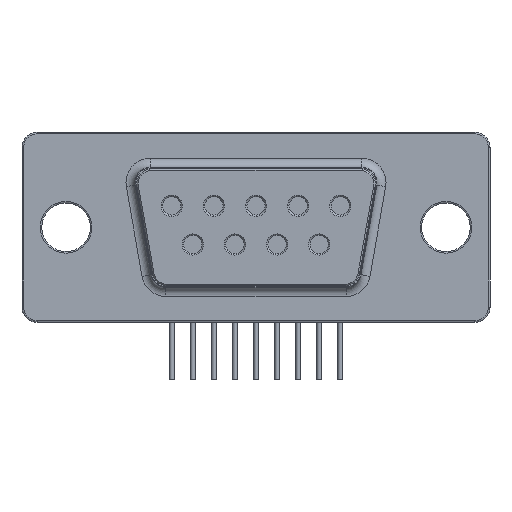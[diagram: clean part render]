
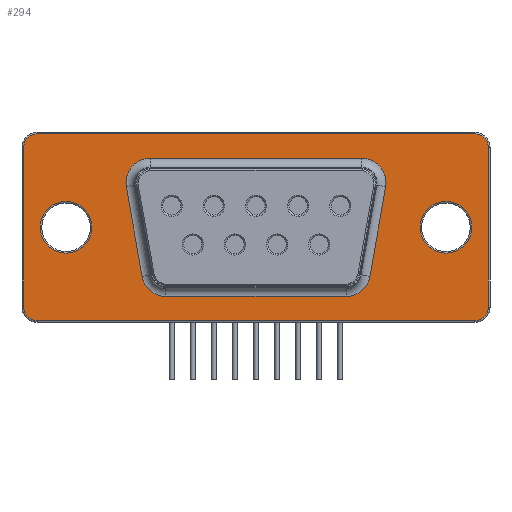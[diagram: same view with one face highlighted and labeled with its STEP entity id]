
A CAD part, front view. The second image highlights one B-rep face of the part: STEP entity #294.
In plain terms, the highlighted planar face has unit normal (0, -1, 0).
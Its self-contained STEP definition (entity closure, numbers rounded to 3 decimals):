
#95 = VERTEX_POINT('',#96);
#96 = CARTESIAN_POINT('',(-14.075,-12.24,8.924));
#105 = VERTEX_POINT('',#106);
#106 = CARTESIAN_POINT('',(-12.499,-12.24,10.8));
#113 = EDGE_CURVE('',#95,#105,#114,.T.);
#114 = CIRCLE('',#115,1.6);
#115 = AXIS2_PLACEMENT_3D('',#116,#117,#118);
#116 = CARTESIAN_POINT('',(-12.499,-12.24,9.2));
#117 = DIRECTION('',(0.,1.,0.));
#118 = DIRECTION('',(-0.985,0.,
-0.173));
#192 = EDGE_CURVE('',#105,#193,#195,.T.);
#193 = VERTEX_POINT('',#194);
#194 = CARTESIAN_POINT('',(1.419,-12.24,10.8));
#195 = LINE('',#196,#197);
#196 = CARTESIAN_POINT('',(-12.499,-12.24,10.8));
#197 = VECTOR('',#198,1.);
#198 = DIRECTION('',(1.,0.,0.));
#274 = VERTEX_POINT('',#275);
#275 = CARTESIAN_POINT('',(-13.041,-12.24,3.024));
#282 = EDGE_CURVE('',#274,#95,#283,.T.);
#283 = LINE('',#284,#285);
#284 = CARTESIAN_POINT('',(-13.041,-12.24,3.024));
#285 = VECTOR('',#286,1.);
#286 = DIRECTION('',(-0.173,0.,0.985)
);
#294 = ADVANCED_FACE('',(#295,#341,#411,#422),#433,.T.);
#295 = FACE_BOUND('',#296,.T.);
#296 = EDGE_LOOP('',(#297,#298,#299,#300,#309,#317,#326,#334));
#297 = ORIENTED_EDGE('',*,*,#282,.T.);
#298 = ORIENTED_EDGE('',*,*,#113,.T.);
#299 = ORIENTED_EDGE('',*,*,#192,.T.);
#300 = ORIENTED_EDGE('',*,*,#301,.T.);
#301 = EDGE_CURVE('',#193,#302,#304,.T.);
#302 = VERTEX_POINT('',#303);
#303 = CARTESIAN_POINT('',(2.995,-12.24,8.924));
#304 = CIRCLE('',#305,1.6);
#305 = AXIS2_PLACEMENT_3D('',#306,#307,#308);
#306 = CARTESIAN_POINT('',(1.419,-12.24,9.2));
#307 = DIRECTION('',(0.,1.,0.));
#308 = DIRECTION('',(0.,0.,1.));
#309 = ORIENTED_EDGE('',*,*,#310,.T.);
#310 = EDGE_CURVE('',#302,#311,#313,.T.);
#311 = VERTEX_POINT('',#312);
#312 = CARTESIAN_POINT('',(1.961,-12.24,3.024));
#313 = LINE('',#314,#315);
#314 = CARTESIAN_POINT('',(2.995,-12.24,8.924));
#315 = VECTOR('',#316,1.);
#316 = DIRECTION('',(-0.173,0.,
-0.985));
#317 = ORIENTED_EDGE('',*,*,#318,.T.);
#318 = EDGE_CURVE('',#311,#319,#321,.T.);
#319 = VERTEX_POINT('',#320);
#320 = CARTESIAN_POINT('',(0.385,-12.24,1.7));
#321 = CIRCLE('',#322,1.6);
#322 = AXIS2_PLACEMENT_3D('',#323,#324,#325);
#323 = CARTESIAN_POINT('',(0.385,-12.24,3.3));
#324 = DIRECTION('',(0.,1.,0.));
#325 = DIRECTION('',(0.985,0.,-0.173
));
#326 = ORIENTED_EDGE('',*,*,#327,.T.);
#327 = EDGE_CURVE('',#319,#328,#330,.T.);
#328 = VERTEX_POINT('',#329);
#329 = CARTESIAN_POINT('',(-11.465,-12.24,1.7));
#330 = LINE('',#331,#332);
#331 = CARTESIAN_POINT('',(0.385,-12.24,1.7));
#332 = VECTOR('',#333,1.);
#333 = DIRECTION('',(-1.,0.,0.));
#334 = ORIENTED_EDGE('',*,*,#335,.T.);
#335 = EDGE_CURVE('',#328,#274,#336,.T.);
#336 = CIRCLE('',#337,1.6);
#337 = AXIS2_PLACEMENT_3D('',#338,#339,#340);
#338 = CARTESIAN_POINT('',(-11.465,-12.24,3.3));
#339 = DIRECTION('',(0.,1.,0.));
#340 = DIRECTION('',(0.,0.,-1.));
#341 = FACE_BOUND('',#342,.T.);
#342 = EDGE_LOOP('',(#343,#354,#362,#371,#379,#388,#396,#405));
#343 = ORIENTED_EDGE('',*,*,#344,.T.);
#344 = EDGE_CURVE('',#345,#347,#349,.T.);
#345 = VERTEX_POINT('',#346);
#346 = CARTESIAN_POINT('',(-19.94,-12.24,12.4));
#347 = VERTEX_POINT('',#348);
#348 = CARTESIAN_POINT('',(-20.84,-12.24,11.5));
#349 = CIRCLE('',#350,0.9);
#350 = AXIS2_PLACEMENT_3D('',#351,#352,#353);
#351 = CARTESIAN_POINT('',(-19.94,-12.24,11.5));
#352 = DIRECTION('',(0.,-1.,0.));
#353 = DIRECTION('',(0.,0.,1.));
#354 = ORIENTED_EDGE('',*,*,#355,.T.);
#355 = EDGE_CURVE('',#347,#356,#358,.T.);
#356 = VERTEX_POINT('',#357);
#357 = CARTESIAN_POINT('',(-20.84,-12.24,1.));
#358 = LINE('',#359,#360);
#359 = CARTESIAN_POINT('',(-20.84,-12.24,11.5));
#360 = VECTOR('',#361,1.);
#361 = DIRECTION('',(0.,0.,-1.));
#362 = ORIENTED_EDGE('',*,*,#363,.T.);
#363 = EDGE_CURVE('',#356,#364,#366,.T.);
#364 = VERTEX_POINT('',#365);
#365 = CARTESIAN_POINT('',(-19.94,-12.24,0.1));
#366 = CIRCLE('',#367,0.9);
#367 = AXIS2_PLACEMENT_3D('',#368,#369,#370);
#368 = CARTESIAN_POINT('',(-19.94,-12.24,1.));
#369 = DIRECTION('',(0.,-1.,0.));
#370 = DIRECTION('',(-1.,0.,0.));
#371 = ORIENTED_EDGE('',*,*,#372,.T.);
#372 = EDGE_CURVE('',#364,#373,#375,.T.);
#373 = VERTEX_POINT('',#374);
#374 = CARTESIAN_POINT('',(8.86,-12.24,0.1));
#375 = LINE('',#376,#377);
#376 = CARTESIAN_POINT('',(-19.94,-12.24,0.1));
#377 = VECTOR('',#378,1.);
#378 = DIRECTION('',(1.,0.,0.));
#379 = ORIENTED_EDGE('',*,*,#380,.T.);
#380 = EDGE_CURVE('',#373,#381,#383,.T.);
#381 = VERTEX_POINT('',#382);
#382 = CARTESIAN_POINT('',(9.76,-12.24,1.));
#383 = CIRCLE('',#384,0.9);
#384 = AXIS2_PLACEMENT_3D('',#385,#386,#387);
#385 = CARTESIAN_POINT('',(8.86,-12.24,1.));
#386 = DIRECTION('',(0.,-1.,0.));
#387 = DIRECTION('',(0.,0.,-1.));
#388 = ORIENTED_EDGE('',*,*,#389,.T.);
#389 = EDGE_CURVE('',#381,#390,#392,.T.);
#390 = VERTEX_POINT('',#391);
#391 = CARTESIAN_POINT('',(9.76,-12.24,11.5));
#392 = LINE('',#393,#394);
#393 = CARTESIAN_POINT('',(9.76,-12.24,1.));
#394 = VECTOR('',#395,1.);
#395 = DIRECTION('',(0.,0.,1.));
#396 = ORIENTED_EDGE('',*,*,#397,.T.);
#397 = EDGE_CURVE('',#390,#398,#400,.T.);
#398 = VERTEX_POINT('',#399);
#399 = CARTESIAN_POINT('',(8.86,-12.24,12.4));
#400 = CIRCLE('',#401,0.9);
#401 = AXIS2_PLACEMENT_3D('',#402,#403,#404);
#402 = CARTESIAN_POINT('',(8.86,-12.24,11.5));
#403 = DIRECTION('',(0.,-1.,0.));
#404 = DIRECTION('',(1.,0.,0.));
#405 = ORIENTED_EDGE('',*,*,#406,.T.);
#406 = EDGE_CURVE('',#398,#345,#407,.T.);
#407 = LINE('',#408,#409);
#408 = CARTESIAN_POINT('',(8.86,-12.24,12.4));
#409 = VECTOR('',#410,1.);
#410 = DIRECTION('',(-1.,0.,0.));
#411 = FACE_BOUND('',#412,.T.);
#412 = EDGE_LOOP('',(#413));
#413 = ORIENTED_EDGE('',*,*,#414,.F.);
#414 = EDGE_CURVE('',#415,#415,#417,.T.);
#415 = VERTEX_POINT('',#416);
#416 = CARTESIAN_POINT('',(8.66,-12.24,6.25));
#417 = CIRCLE('',#418,1.7);
#418 = AXIS2_PLACEMENT_3D('',#419,#420,#421);
#419 = CARTESIAN_POINT('',(6.96,-12.24,6.25));
#420 = DIRECTION('',(0.,-1.,0.));
#421 = DIRECTION('',(1.,0.,0.));
#422 = FACE_BOUND('',#423,.T.);
#423 = EDGE_LOOP('',(#424));
#424 = ORIENTED_EDGE('',*,*,#425,.F.);
#425 = EDGE_CURVE('',#426,#426,#428,.T.);
#426 = VERTEX_POINT('',#427);
#427 = CARTESIAN_POINT('',(-16.34,-12.24,6.25));
#428 = CIRCLE('',#429,1.7);
#429 = AXIS2_PLACEMENT_3D('',#430,#431,#432);
#430 = CARTESIAN_POINT('',(-18.04,-12.24,6.25));
#431 = DIRECTION('',(0.,-1.,0.));
#432 = DIRECTION('',(1.,0.,0.));
#433 = PLANE('',#434);
#434 = AXIS2_PLACEMENT_3D('',#435,#436,#437);
#435 = CARTESIAN_POINT('',(-5.54,-12.24,6.25));
#436 = DIRECTION('',(0.,-1.,0.));
#437 = DIRECTION('',(1.,0.,0.));
